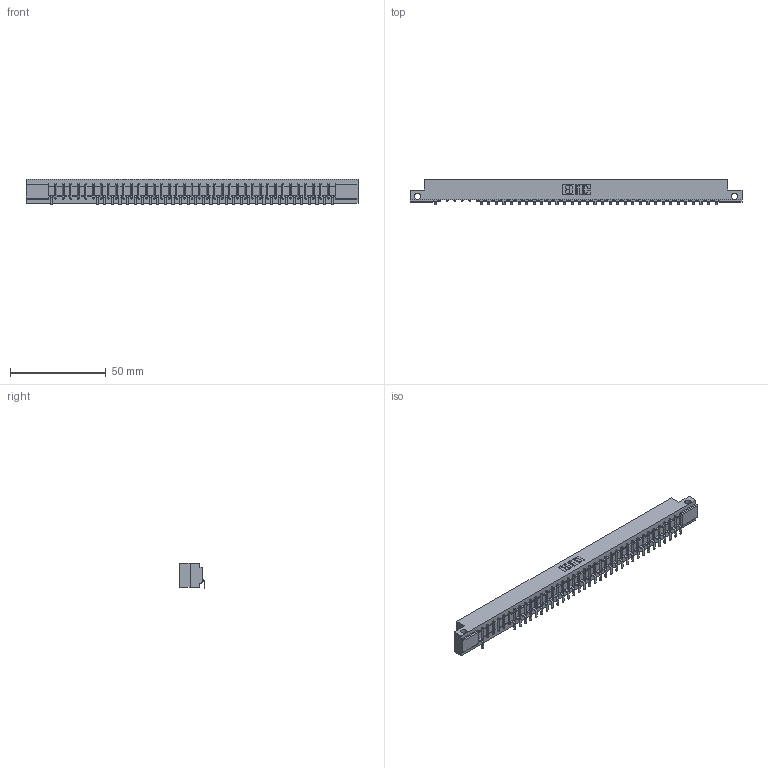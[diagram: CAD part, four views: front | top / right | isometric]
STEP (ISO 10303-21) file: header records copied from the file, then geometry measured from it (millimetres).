
FILE_DESCRIPTION (( 'STEP AP203' ), '1' );
FILE_NAME ('357-038-553-112.STEP', '2018-08-10T09:22:56', ( '' ), ( '' ), 'SwSTEP 2.0', 'SolidWorks 2016', '' );
FILE_SCHEMA (( 'CONFIG_CONTROL_DESIGN' ));
Length unit declared in the file: inch
Products named in the file (3): 307 Part_.128 Dia Side Mounting Holes; 307-290-002_553; 357-038-553-112
Assembly tree (34 placements, depth 2):
  357-038-553-112
    307 Part_.128 Dia Side Mounting Holes
    307-290-002_553  x33
Bounding box: 173.58 x 13.32 x 13.5 mm (x, y, z)
Volume: 18258.9 mm3; surface area: 21927.2 mm2
Topology: 34 solids, 34 shells, 2831 faces, 8695 edges, 5690 vertices
Faces by surface type: plane 1681, cylinder 1072, sphere 78
Entity records: 33766 total; most frequent: CARTESIAN_POINT 5719, ORIENTED_EDGE 5714, DIRECTION 5553, EDGE_CURVE 2857, VECTOR 2185, LINE 2185, VERTEX_POINT 1850, AXIS2_PLACEMENT_3D 1684
